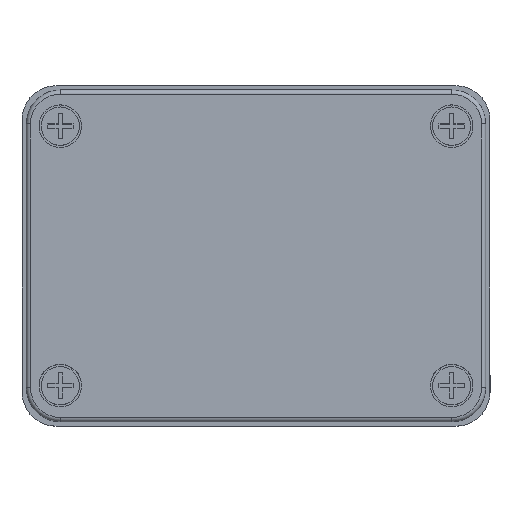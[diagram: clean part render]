
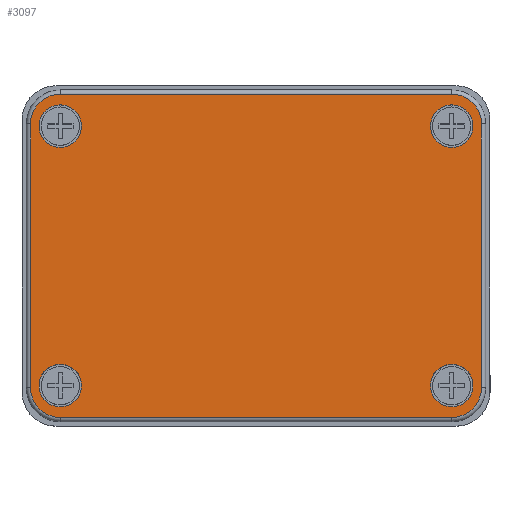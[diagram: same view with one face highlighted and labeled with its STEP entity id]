
A CAD part, top view. The second image highlights one B-rep face of the part: STEP entity #3097.
In plain terms, the highlighted face is planar.
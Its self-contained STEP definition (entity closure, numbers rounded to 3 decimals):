
#106=FACE_BOUND('',#513,.T.);
#107=FACE_BOUND('',#514,.T.);
#108=FACE_BOUND('',#515,.T.);
#109=FACE_BOUND('',#516,.T.);
#140=CIRCLE('',#3289,7.);
#146=CIRCLE('',#3297,7.);
#155=CIRCLE('',#3314,5.);
#156=CIRCLE('',#3316,5.);
#172=CIRCLE('',#3346,5.);
#174=CIRCLE('',#3349,5.);
#176=CIRCLE('',#3355,7.);
#177=CIRCLE('',#3356,7.);
#321=FACE_OUTER_BOUND('',#512,.T.);
#512=EDGE_LOOP('',(#2363,#2364,#2365,#2366,#2367,#2368,#2369,#2370));
#513=EDGE_LOOP('',(#2371));
#514=EDGE_LOOP('',(#2372));
#515=EDGE_LOOP('',(#2373));
#516=EDGE_LOOP('',(#2374));
#745=LINE('',#4723,#1065);
#777=LINE('',#4819,#1097);
#801=LINE('',#4900,#1121);
#802=LINE('',#4904,#1122);
#1065=VECTOR('',#3753,1000.);
#1097=VECTOR('',#3849,1000.);
#1121=VECTOR('',#3931,1000.);
#1122=VECTOR('',#3934,1000.);
#1364=VERTEX_POINT('',#4712);
#1365=VERTEX_POINT('',#4714);
#1368=VERTEX_POINT('',#4721);
#1370=VERTEX_POINT('',#4728);
#1385=VERTEX_POINT('',#4772);
#1386=VERTEX_POINT('',#4776);
#1400=VERTEX_POINT('',#4818);
#1421=VERTEX_POINT('',#4876);
#1423=VERTEX_POINT('',#4882);
#1428=VERTEX_POINT('',#4899);
#1429=VERTEX_POINT('',#4901);
#1430=VERTEX_POINT('',#4903);
#1682=EDGE_CURVE('',#1365,#1364,#140,.T.);
#1686=EDGE_CURVE('',#1364,#1368,#745,.T.);
#1690=EDGE_CURVE('',#1368,#1370,#146,.T.);
#1710=EDGE_CURVE('',#1385,#1385,#155,.T.);
#1712=EDGE_CURVE('',#1386,#1386,#156,.T.);
#1733=EDGE_CURVE('',#1400,#1365,#777,.T.);
#1763=EDGE_CURVE('',#1421,#1421,#172,.T.);
#1766=EDGE_CURVE('',#1423,#1423,#174,.T.);
#1774=EDGE_CURVE('',#1370,#1428,#801,.T.);
#1775=EDGE_CURVE('',#1428,#1429,#176,.T.);
#1776=EDGE_CURVE('',#1429,#1430,#802,.T.);
#1777=EDGE_CURVE('',#1430,#1400,#177,.T.);
#2363=ORIENTED_EDGE('',*,*,#1774,.T.);
#2364=ORIENTED_EDGE('',*,*,#1775,.T.);
#2365=ORIENTED_EDGE('',*,*,#1776,.T.);
#2366=ORIENTED_EDGE('',*,*,#1777,.T.);
#2367=ORIENTED_EDGE('',*,*,#1733,.T.);
#2368=ORIENTED_EDGE('',*,*,#1682,.T.);
#2369=ORIENTED_EDGE('',*,*,#1686,.T.);
#2370=ORIENTED_EDGE('',*,*,#1690,.T.);
#2371=ORIENTED_EDGE('',*,*,#1710,.T.);
#2372=ORIENTED_EDGE('',*,*,#1712,.T.);
#2373=ORIENTED_EDGE('',*,*,#1763,.T.);
#2374=ORIENTED_EDGE('',*,*,#1766,.T.);
#2963=PLANE('',#3354);
#3097=ADVANCED_FACE('',(#321,#106,#107,#108,#109),#2963,.T.);
#3289=AXIS2_PLACEMENT_3D('',#4715,#3743,#3744);
#3297=AXIS2_PLACEMENT_3D('',#4730,#3761,#3762);
#3314=AXIS2_PLACEMENT_3D('',#4773,#3806,#3807);
#3316=AXIS2_PLACEMENT_3D('',#4777,#3811,#3812);
#3346=AXIS2_PLACEMENT_3D('',#4877,#3906,#3907);
#3349=AXIS2_PLACEMENT_3D('',#4883,#3913,#3914);
#3354=AXIS2_PLACEMENT_3D('',#4898,#3929,#3930);
#3355=AXIS2_PLACEMENT_3D('',#4902,#3932,#3933);
#3356=AXIS2_PLACEMENT_3D('',#4905,#3935,#3936);
#3743=DIRECTION('center_axis',(0.,0.,
-1.));
#3744=DIRECTION('ref_axis',(-1.,0.,0.));
#3753=DIRECTION('',(0.,1.,0.));
#3761=DIRECTION('center_axis',(0.,0.,
-1.));
#3762=DIRECTION('ref_axis',(-1.,0.,0.));
#3806=DIRECTION('center_axis',(0.,0.,
1.));
#3807=DIRECTION('ref_axis',(1.,0.,0.));
#3811=DIRECTION('center_axis',(0.,0.,
1.));
#3812=DIRECTION('ref_axis',(1.,0.,0.));
#3849=DIRECTION('',(-1.,0.,0.));
#3906=DIRECTION('center_axis',(0.,0.,
1.));
#3907=DIRECTION('ref_axis',(1.,0.,0.));
#3913=DIRECTION('center_axis',(0.,0.,
1.));
#3914=DIRECTION('ref_axis',(1.,0.,0.));
#3929=DIRECTION('center_axis',(0.,0.,
-1.));
#3930=DIRECTION('ref_axis',(-1.,0.,0.));
#3931=DIRECTION('',(1.,0.,0.));
#3932=DIRECTION('center_axis',(0.,0.,
-1.));
#3933=DIRECTION('ref_axis',(-1.,0.,0.));
#3934=DIRECTION('',(0.,-1.,0.));
#3935=DIRECTION('center_axis',(0.,0.,
-1.));
#3936=DIRECTION('ref_axis',(-1.,0.,0.));
#4712=CARTESIAN_POINT('',(-53.,-31.,0.));
#4714=CARTESIAN_POINT('',(-46.,-38.,0.));
#4715=CARTESIAN_POINT('Origin',(-46.,-31.,0.));
#4721=CARTESIAN_POINT('',(-53.,31.,0.));
#4723=CARTESIAN_POINT('',(-53.,31.,0.));
#4728=CARTESIAN_POINT('',(-46.,38.,0.));
#4730=CARTESIAN_POINT('Origin',(-46.,31.,0.));
#4772=CARTESIAN_POINT('',(-51.,30.5,0.));
#4773=CARTESIAN_POINT('Origin',(-46.,30.5,0.));
#4776=CARTESIAN_POINT('',(-51.,-30.5,0.));
#4777=CARTESIAN_POINT('Origin',(-46.,-30.5,0.));
#4818=CARTESIAN_POINT('',(46.,-38.,0.));
#4819=CARTESIAN_POINT('',(-46.,-38.,0.));
#4876=CARTESIAN_POINT('',(41.,-30.5,0.));
#4877=CARTESIAN_POINT('Origin',(46.,-30.5,0.));
#4882=CARTESIAN_POINT('',(41.,30.5,0.));
#4883=CARTESIAN_POINT('Origin',(46.,30.5,0.));
#4898=CARTESIAN_POINT('Origin',(-10.,0.,0.));
#4899=CARTESIAN_POINT('',(46.,38.,0.));
#4900=CARTESIAN_POINT('',(46.,38.,0.));
#4901=CARTESIAN_POINT('',(53.,31.,0.));
#4902=CARTESIAN_POINT('Origin',(46.,31.,0.));
#4903=CARTESIAN_POINT('',(53.,-31.,0.));
#4904=CARTESIAN_POINT('',(53.,-31.,0.));
#4905=CARTESIAN_POINT('Origin',(46.,-31.,0.));
